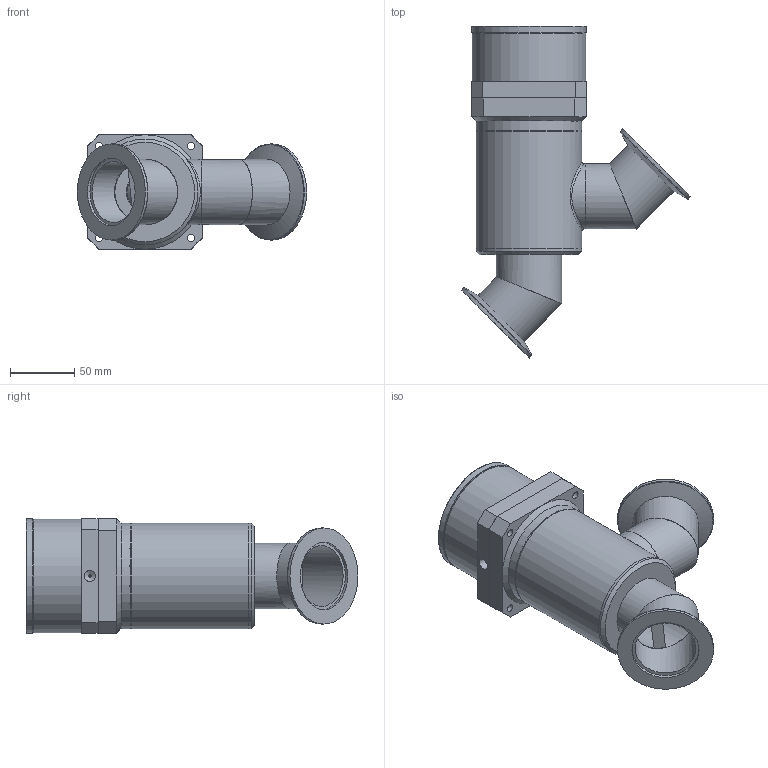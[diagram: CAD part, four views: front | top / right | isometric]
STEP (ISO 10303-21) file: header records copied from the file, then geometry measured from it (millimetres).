
FILE_DESCRIPTION(/* description */ (''),/* implementation_level */ '2;1');
FILE_NAME(/* name */ 'LPV1-50-IK-CNVN.stp',/* time_stamp */ '2017-03-14T19:56:42-04:00',/* author */ ('WoW'),/* organization */ (''),/* preprocessor_version */ 'ST-DEVELOPER v16.1',/* originating_system */ 'Autodesk Inventor 2016',/* authorisation */ '');
FILE_SCHEMA (('AUTOMOTIVE_DESIGN { 1 0 10303 214 3 1 1 }'));
Length unit declared in the file: inch
Products named in the file (1): LPV1-50-IK-CNVN_Shrinkwrap_1
Bounding box: 178.69 x 258.66 x 89.15 mm (x, y, z)
Volume: 373342.9 mm3; surface area: 180646.2 mm2
Topology: 1 solids, 2 shells, 204 faces, 445 edges, 279 vertices
Faces by surface type: cylinder 85, plane 84, cone 23, torus 10, bspline 2
Full cylindrical faces by diameter (mm): 1.981 x1, 2.159 x6, 2.261 x1, 2.946 x6, 3.175 x1, 5.156 x6, 5.766 x4, 6.731 x4, 8.89 x1, 11.112 x1, 12.7 x1, 14.287 x1, 18.275 x1, 19.037 x1, 22.225 x1, 28.067 x1, 47.498 x8, 50.8 x6, 51.181 x1, 52.324 x2, 70.358 x1, 74.905 x2, 76.2 x1, 79.248 x1, 80.518 x2, 81.026 x1, 81.407 x1, 82.55 x4, 86.233 x1, 86.36 x1
Entity records: 5487 total; most frequent: CARTESIAN_POINT 1230, DIRECTION 915, ORIENTED_EDGE 612, AXIS2_PLACEMENT_3D 419, EDGE_LOOP 358, EDGE_CURVE 306, VERTEX_POINT 244, STYLED_ITEM 204
